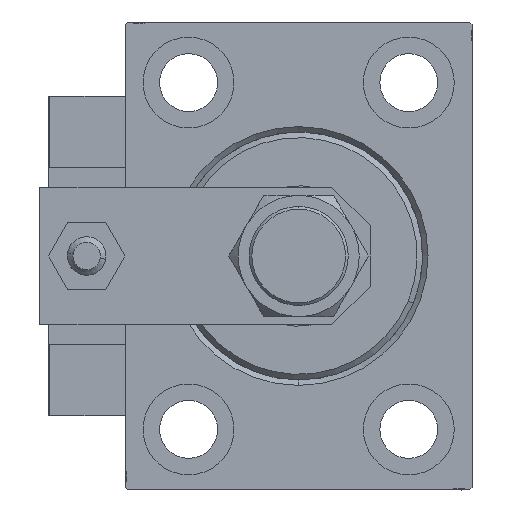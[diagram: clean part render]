
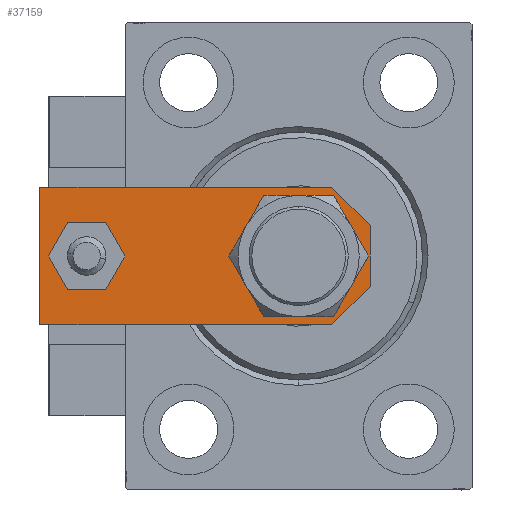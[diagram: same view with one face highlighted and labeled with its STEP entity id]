
A CAD part, left-side view. The second image highlights one B-rep face of the part: STEP entity #37159.
In plain terms, the highlighted face is planar.
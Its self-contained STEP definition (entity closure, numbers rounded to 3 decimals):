
#1132 = DIRECTION ( 'NONE',  ( -1., 0., 0. ) ) ;
#1293 = LINE ( 'NONE', #25364, #35403 ) ;
#2457 = ORIENTED_EDGE ( 'NONE', *, *, #17450, .T. ) ;
#3777 = EDGE_CURVE ( 'NONE', #20766, #4307, #1293, .T. ) ;
#3846 = DIRECTION ( 'NONE',  ( 1., 0., 0. ) ) ;
#3921 = VERTEX_POINT ( 'NONE', #48582 ) ;
#4307 = VERTEX_POINT ( 'NONE', #35462 ) ;
#5133 = ORIENTED_EDGE ( 'NONE', *, *, #7260, .T. ) ;
#5175 = CARTESIAN_POINT ( 'NONE',  ( 4., 51.5, 6. ) ) ;
#5788 = CIRCLE ( 'NONE', #6606, 8.25 ) ;
#6147 = CARTESIAN_POINT ( 'NONE',  ( -4., 51.5, 6. ) ) ;
#6606 = AXIS2_PLACEMENT_3D ( 'NONE', #22806, #51037, #19895 ) ;
#6762 = DIRECTION ( 'NONE',  ( 0., 0., 1. ) ) ;
#7260 = EDGE_CURVE ( 'NONE', #21177, #8410, #38386, .T. ) ;
#8410 = VERTEX_POINT ( 'NONE', #36692 ) ;
#8490 = LINE ( 'NONE', #37261, #34394 ) ;
#8798 = ORIENTED_EDGE ( 'NONE', *, *, #10273, .T. ) ;
#9251 = CARTESIAN_POINT ( 'NONE',  ( -12.5, 60., 6. ) ) ;
#9858 = CARTESIAN_POINT ( 'NONE',  ( -12.5, 7., 6. ) ) ;
#10018 = LINE ( 'NONE', #21808, #13991 ) ;
#10273 = EDGE_CURVE ( 'NONE', #28374, #20766, #33814, .T. ) ;
#11029 = CARTESIAN_POINT ( 'NONE',  ( 12.5, 7., 6. ) ) ;
#11179 = VERTEX_POINT ( 'NONE', #15785 ) ;
#12736 = ORIENTED_EDGE ( 'NONE', *, *, #16644, .F. ) ;
#13005 = VERTEX_POINT ( 'NONE', #6147 ) ;
#13132 = EDGE_LOOP ( 'NONE', ( #8798, #23686, #26042, #35753, #5133, #2457 ) ) ;
#13257 = CIRCLE ( 'NONE', #42512, 4. ) ;
#13656 = DIRECTION ( 'NONE',  ( 1., 0., 0. ) ) ;
#13991 = VECTOR ( 'NONE', #1132, 1000. ) ;
#14942 = CIRCLE ( 'NONE', #27496, 8.25 ) ;
#15086 = CIRCLE ( 'NONE', #18411, 4. ) ;
#15305 = ORIENTED_EDGE ( 'NONE', *, *, #20298, .F. ) ;
#15785 = CARTESIAN_POINT ( 'NONE',  ( 8.25, 13., 6. ) ) ;
#16395 = FACE_OUTER_BOUND ( 'NONE', #13132, .T. ) ;
#16644 = EDGE_CURVE ( 'NONE', #24843, #13005, #13257, .T. ) ;
#17450 = EDGE_CURVE ( 'NONE', #8410, #28374, #10018, .T. ) ;
#18411 = AXIS2_PLACEMENT_3D ( 'NONE', #42608, #6762, #26898 ) ;
#19895 = DIRECTION ( 'NONE',  ( 1., 0., 0. ) ) ;
#20145 = EDGE_CURVE ( 'NONE', #4307, #3921, #45835, .T. ) ;
#20298 = EDGE_CURVE ( 'NONE', #11179, #46471, #5788, .T. ) ;
#20305 = PLANE ( 'NONE',  #25844 ) ;
#20766 = VERTEX_POINT ( 'NONE', #9858 ) ;
#21177 = VERTEX_POINT ( 'NONE', #11029 ) ;
#21498 = CARTESIAN_POINT ( 'NONE',  ( 0., 13., 6. ) ) ;
#21808 = CARTESIAN_POINT ( 'NONE',  ( 12.5, 60., 6. ) ) ;
#22170 = DIRECTION ( 'NONE',  ( 0., 1., 0. ) ) ;
#22806 = CARTESIAN_POINT ( 'NONE',  ( 0., 13., 6. ) ) ;
#23686 = ORIENTED_EDGE ( 'NONE', *, *, #3777, .T. ) ;
#24843 = VERTEX_POINT ( 'NONE', #5175 ) ;
#25364 = CARTESIAN_POINT ( 'NONE',  ( -2.75, -2.75, 6. ) ) ;
#25844 = AXIS2_PLACEMENT_3D ( 'NONE', #28426, #44375, #3846 ) ;
#25967 = DIRECTION ( 'NONE',  ( 1., 0., 0. ) ) ;
#26042 = ORIENTED_EDGE ( 'NONE', *, *, #20145, .T. ) ;
#26111 = ORIENTED_EDGE ( 'NONE', *, *, #36246, .F. ) ;
#26898 = DIRECTION ( 'NONE',  ( 1., 0., 0. ) ) ;
#27006 = EDGE_LOOP ( 'NONE', ( #26111, #15305 ) ) ;
#27359 = CARTESIAN_POINT ( 'NONE',  ( -8.25, 13., 6. ) ) ;
#27496 = AXIS2_PLACEMENT_3D ( 'NONE', #21498, #28566, #28823 ) ;
#28374 = VERTEX_POINT ( 'NONE', #42564 ) ;
#28426 = CARTESIAN_POINT ( 'NONE',  ( 0., 0., 6. ) ) ;
#28566 = DIRECTION ( 'NONE',  ( 0., 0., 1. ) ) ;
#28823 = DIRECTION ( 'NONE',  ( 1., 0., 0. ) ) ;
#31402 = VECTOR ( 'NONE', #34073, 1000. ) ;
#31512 = ORIENTED_EDGE ( 'NONE', *, *, #43249, .F. ) ;
#31830 = FACE_BOUND ( 'NONE', #37514, .T. ) ;
#32178 = VECTOR ( 'NONE', #22170, 1000. ) ;
#32510 = VECTOR ( 'NONE', #13656, 1000. ) ;
#33560 = CARTESIAN_POINT ( 'NONE',  ( 0., 51.5, 6. ) ) ;
#33814 = LINE ( 'NONE', #9251, #31402 ) ;
#34073 = DIRECTION ( 'NONE',  ( 0., -1., 0. ) ) ;
#34394 = VECTOR ( 'NONE', #44578, 1000. ) ;
#34569 = CARTESIAN_POINT ( 'NONE',  ( -12.5, 0., 6. ) ) ;
#35403 = VECTOR ( 'NONE', #37140, 1000. ) ;
#35462 = CARTESIAN_POINT ( 'NONE',  ( -5.5, 0., 6. ) ) ;
#35753 = ORIENTED_EDGE ( 'NONE', *, *, #45007, .T. ) ;
#36246 = EDGE_CURVE ( 'NONE', #46471, #11179, #14942, .T. ) ;
#36692 = CARTESIAN_POINT ( 'NONE',  ( 12.5, 60., 6. ) ) ;
#37140 = DIRECTION ( 'NONE',  ( 0.707, -0.707, 0. ) ) ;
#37159 = ADVANCED_FACE ( 'NONE', ( #31830, #16395, #39692 ), #20305, .T. ) ;
#37261 = CARTESIAN_POINT ( 'NONE',  ( 2.75, -2.75, 6. ) ) ;
#37514 = EDGE_LOOP ( 'NONE', ( #31512, #12736 ) ) ;
#38386 = LINE ( 'NONE', #50392, #32178 ) ;
#39692 = FACE_BOUND ( 'NONE', #27006, .T. ) ;
#42512 = AXIS2_PLACEMENT_3D ( 'NONE', #33560, #49513, #25967 ) ;
#42564 = CARTESIAN_POINT ( 'NONE',  ( -12.5, 60., 6. ) ) ;
#42608 = CARTESIAN_POINT ( 'NONE',  ( 0., 51.5, 6. ) ) ;
#43249 = EDGE_CURVE ( 'NONE', #13005, #24843, #15086, .T. ) ;
#44375 = DIRECTION ( 'NONE',  ( 0., 0., 1. ) ) ;
#44578 = DIRECTION ( 'NONE',  ( 0.707, 0.707, 0. ) ) ;
#45007 = EDGE_CURVE ( 'NONE', #3921, #21177, #8490, .T. ) ;
#45835 = LINE ( 'NONE', #34569, #32510 ) ;
#46471 = VERTEX_POINT ( 'NONE', #27359 ) ;
#48582 = CARTESIAN_POINT ( 'NONE',  ( 5.5, 0., 6. ) ) ;
#49513 = DIRECTION ( 'NONE',  ( 0., 0., 1. ) ) ;
#50392 = CARTESIAN_POINT ( 'NONE',  ( 12.5, 0., 6. ) ) ;
#51037 = DIRECTION ( 'NONE',  ( 0., 0., 1. ) ) ;
